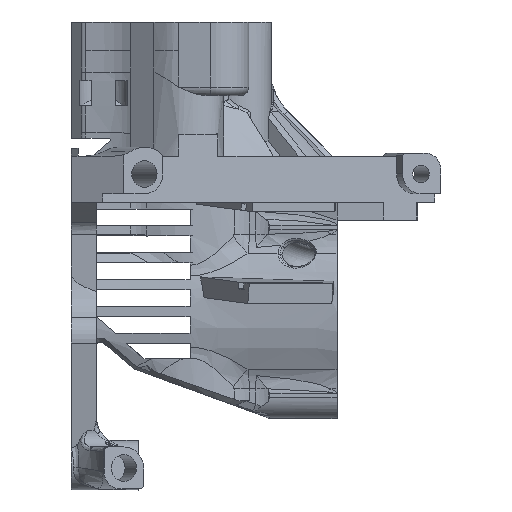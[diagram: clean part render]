
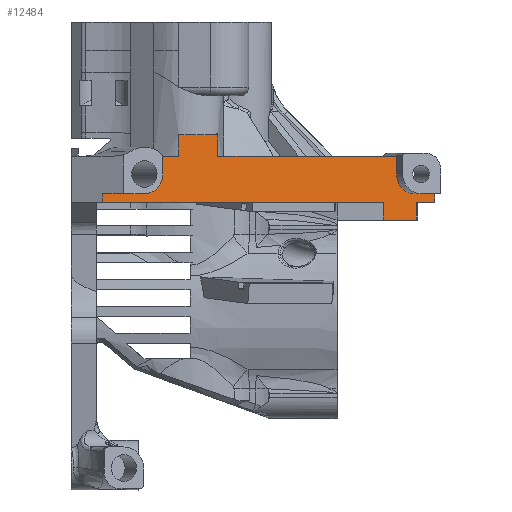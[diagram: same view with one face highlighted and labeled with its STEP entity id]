
A CAD part, left-side view. The second image highlights one B-rep face of the part: STEP entity #12484.
In plain terms, the highlighted planar face has unit normal (-0.94, -0.342, 0).
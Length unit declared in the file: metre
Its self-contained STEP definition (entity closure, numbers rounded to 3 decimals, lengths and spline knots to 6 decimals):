
#478=LINE('',#16517,#1137);
#736=LINE('',#21221,#1395);
#815=LINE('',#22643,#1474);
#875=LINE('',#23789,#1534);
#912=LINE('',#24261,#1571);
#915=LINE('',#24272,#1574);
#921=LINE('',#24283,#1580);
#924=LINE('',#24292,#1583);
#931=LINE('',#24374,#1590);
#933=LINE('',#24378,#1592);
#934=LINE('',#24380,#1593);
#952=LINE('',#25462,#1611);
#971=LINE('',#26005,#1630);
#972=LINE('',#26014,#1631);
#974=LINE('',#26093,#1633);
#984=LINE('',#26264,#1643);
#985=LINE('',#26265,#1644);
#1137=VECTOR('',#13702,1.);
#1395=VECTOR('',#14658,1.);
#1474=VECTOR('',#15013,1.);
#1534=VECTOR('',#15283,1.);
#1571=VECTOR('',#15426,1.);
#1574=VECTOR('',#15437,1.);
#1580=VECTOR('',#15445,1.);
#1583=VECTOR('',#15460,1.);
#1590=VECTOR('',#15495,1.);
#1592=VECTOR('',#15499,1.);
#1593=VECTOR('',#15502,1.);
#1611=VECTOR('',#15636,1.);
#1630=VECTOR('',#15713,1.);
#1631=VECTOR('',#15714,1.);
#1633=VECTOR('',#15736,1.);
#1643=VECTOR('',#15774,1.);
#1644=VECTOR('',#15775,1.);
#2097=CIRCLE('',#13321,0.00235);
#2099=CIRCLE('',#13325,0.00235);
#2285=PLANE('',#13461);
#5572=ORIENTED_EDGE('',*,*,#7975,.F.);
#5573=ORIENTED_EDGE('',*,*,#7991,.F.);
#5574=ORIENTED_EDGE('',*,*,#7973,.T.);
#5575=ORIENTED_EDGE('',*,*,#7889,.T.);
#5576=ORIENTED_EDGE('',*,*,#8015,.T.);
#5577=ORIENTED_EDGE('',*,*,#7746,.F.);
#5578=ORIENTED_EDGE('',*,*,#7751,.T.);
#5579=ORIENTED_EDGE('',*,*,#8016,.T.);
#5580=ORIENTED_EDGE('',*,*,#7216,.F.);
#5581=ORIENTED_EDGE('',*,*,#7784,.F.);
#5582=ORIENTED_EDGE('',*,*,#7781,.F.);
#5583=ORIENTED_EDGE('',*,*,#7783,.F.);
#5584=ORIENTED_EDGE('',*,*,#6365,.F.);
#5585=ORIENTED_EDGE('',*,*,#7762,.T.);
#5586=ORIENTED_EDGE('',*,*,#7756,.T.);
#5587=ORIENTED_EDGE('',*,*,#7752,.T.);
#5588=ORIENTED_EDGE('',*,*,#7767,.F.);
#5589=ORIENTED_EDGE('',*,*,#7644,.T.);
#5590=ORIENTED_EDGE('',*,*,#7434,.T.);
#6365=EDGE_CURVE('',#8296,#8297,#478,.T.);
#7216=EDGE_CURVE('',#8920,#8921,#736,.T.);
#7434=EDGE_CURVE('',#9033,#9032,#815,.T.);
#7644=EDGE_CURVE('',#9174,#9033,#875,.T.);
#7746=EDGE_CURVE('',#9244,#9246,#2097,.T.);
#7751=EDGE_CURVE('',#9244,#9249,#912,.T.);
#7752=EDGE_CURVE('',#9250,#9251,#2099,.T.);
#7756=EDGE_CURVE('',#9254,#9250,#915,.T.);
#7762=EDGE_CURVE('',#8296,#9254,#921,.T.);
#7767=EDGE_CURVE('',#9174,#9251,#924,.T.);
#7781=EDGE_CURVE('',#9260,#9261,#931,.T.);
#7783=EDGE_CURVE('',#8297,#9260,#933,.T.);
#7784=EDGE_CURVE('',#9261,#8920,#934,.T.);
#7889=EDGE_CURVE('',#9305,#9304,#952,.T.);
#7973=EDGE_CURVE('',#9360,#9305,#971,.T.);
#7975=EDGE_CURVE('',#9361,#9032,#972,.T.);
#7991=EDGE_CURVE('',#9360,#9361,#974,.T.);
#8015=EDGE_CURVE('',#9304,#9246,#984,.T.);
#8016=EDGE_CURVE('',#9249,#8921,#985,.T.);
#8296=VERTEX_POINT('',#16516);
#8297=VERTEX_POINT('',#16518);
#8920=VERTEX_POINT('',#21220);
#8921=VERTEX_POINT('',#21222);
#9032=VERTEX_POINT('',#22642);
#9033=VERTEX_POINT('',#22644);
#9174=VERTEX_POINT('',#23790);
#9244=VERTEX_POINT('',#24249);
#9246=VERTEX_POINT('',#24252);
#9249=VERTEX_POINT('',#24260);
#9250=VERTEX_POINT('',#24264);
#9251=VERTEX_POINT('',#24265);
#9254=VERTEX_POINT('',#24273);
#9260=VERTEX_POINT('',#24373);
#9261=VERTEX_POINT('',#24375);
#9304=VERTEX_POINT('',#25461);
#9305=VERTEX_POINT('',#25463);
#9360=VERTEX_POINT('',#26006);
#9361=VERTEX_POINT('',#26013);
#10884=EDGE_LOOP('',(#5572,#5573,#5574,#5575,#5576,#5577,#5578,#5579,#5580,
#5581,#5582,#5583,#5584,#5585,#5586,#5587,#5588,#5589,#5590));
#11657=FACE_BOUND('',#10884,.T.);
#12484=ADVANCED_FACE('',(#11657),#2285,.T.);
#13321=AXIS2_PLACEMENT_3D('',#24251,#15417,#15418);
#13325=AXIS2_PLACEMENT_3D('',#24263,#15429,#15430);
#13461=AXIS2_PLACEMENT_3D('',#26263,#15772,#15773);
#13702=DIRECTION('',(-0.342,0.94,0.));
#14658=DIRECTION('',(-0.342,0.94,0.));
#15013=DIRECTION('',(-0.342,0.94,0.));
#15283=DIRECTION('',(-0.242,0.664,-0.707));
#15417=DIRECTION('',(-0.94,-0.342,0.));
#15418=DIRECTION('',(0.342,-0.94,0.));
#15426=DIRECTION('',(-0.342,0.94,0.));
#15429=DIRECTION('',(0.94,0.342,0.));
#15430=DIRECTION('',(-0.342,0.94,0.));
#15437=DIRECTION('',(-0.342,0.94,0.));
#15445=DIRECTION('',(0.,0.,1.));
#15460=DIRECTION('',(0.,0.,-1.));
#15495=DIRECTION('',(-0.342,0.94,0.));
#15499=DIRECTION('',(0.,0.,-1.));
#15502=DIRECTION('',(0.,0.,1.));
#15636=DIRECTION('',(-0.342,0.94,0.));
#15713=DIRECTION('',(0.,0.,-1.));
#15714=DIRECTION('',(0.,0.,-1.));
#15736=DIRECTION('',(0.342,-0.94,0.018));
#15772=DIRECTION('',(-0.94,-0.342,0.));
#15773=DIRECTION('',(0.342,-0.94,0.));
#15774=DIRECTION('',(0.,0.,-1.));
#15775=DIRECTION('',(0.,0.,-1.));
#16516=CARTESIAN_POINT('',(-0.015025,-0.02914,0.026));
#16517=CARTESIAN_POINT('',(-0.021865,-0.010346,0.026));
#16518=CARTESIAN_POINT('',(-0.015832,-0.026922,0.026));
#21220=CARTESIAN_POINT('',(-0.01725,-0.023026,0.026));
#21221=CARTESIAN_POINT('',(-0.021865,-0.010346,0.026));
#21222=CARTESIAN_POINT('',(-0.029424,0.010421,0.026));
#22642=CARTESIAN_POINT('',(-0.024421,-0.003323,0.0315));
#22643=CARTESIAN_POINT('',(-0.021865,-0.010346,0.0315));
#22644=CARTESIAN_POINT('',(-0.016726,-0.024465,0.0315));
#23789=CARTESIAN_POINT('',(-0.022652,-0.008185,0.014175));
#23790=CARTESIAN_POINT('',(-0.016683,-0.024583,0.031625));
#24249=CARTESIAN_POINT('',(-0.02785,0.006098,0.027025));
#24251=CARTESIAN_POINT('',(-0.02785,0.006098,0.029375));
#24252=CARTESIAN_POINT('',(-0.027047,0.00389,0.029375));
#24260=CARTESIAN_POINT('',(-0.029424,0.010421,0.027025));
#24261=CARTESIAN_POINT('',(-0.011604,-0.038537,0.027025));
#24263=CARTESIAN_POINT('',(-0.01588,-0.026791,0.029375));
#24264=CARTESIAN_POINT('',(-0.01588,-0.026791,0.027025));
#24265=CARTESIAN_POINT('',(-0.016683,-0.024583,0.029375));
#24272=CARTESIAN_POINT('',(-0.011604,-0.038537,0.027025));
#24273=CARTESIAN_POINT('',(-0.015025,-0.02914,0.027025));
#24283=CARTESIAN_POINT('',(-0.015025,-0.02914,0.031875));
#24292=CARTESIAN_POINT('',(-0.016683,-0.024583,0.031875));
#24373=CARTESIAN_POINT('',(-0.015832,-0.026922,0.023875));
#24374=CARTESIAN_POINT('',(-0.021865,-0.010346,0.023875));
#24375=CARTESIAN_POINT('',(-0.01725,-0.023026,0.023875));
#24378=CARTESIAN_POINT('',(-0.015832,-0.026922,0.011875));
#24380=CARTESIAN_POINT('',(-0.01725,-0.023026,0.023875));
#25461=CARTESIAN_POINT('',(-0.027047,0.00389,0.0315));
#25462=CARTESIAN_POINT('',(-0.021865,-0.010346,0.0315));
#25463=CARTESIAN_POINT('',(-0.026128,0.001367,0.0315));
#26005=CARTESIAN_POINT('',(-0.026128,0.001367,0.032777));
#26006=CARTESIAN_POINT('',(-0.026128,0.001367,0.034053));
#26013=CARTESIAN_POINT('',(-0.024422,-0.003322,0.034143));
#26014=CARTESIAN_POINT('',(-0.024421,-0.003322,0.032834));
#26093=CARTESIAN_POINT('',(-0.025277,-0.000973,0.034098));
#26263=CARTESIAN_POINT('',(-0.021865,-0.010346,0.011875));
#26264=CARTESIAN_POINT('',(-0.027047,0.00389,0.031875));
#26265=CARTESIAN_POINT('',(-0.029424,0.010421,0.028375));
